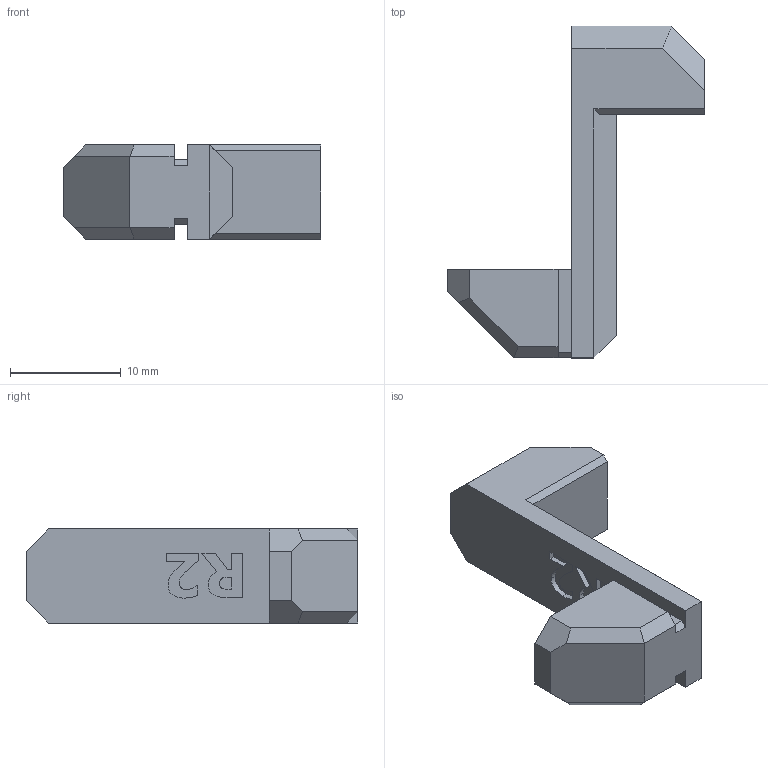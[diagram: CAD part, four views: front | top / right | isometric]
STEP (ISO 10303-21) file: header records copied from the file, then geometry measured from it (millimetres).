
FILE_DESCRIPTION(/* description */ (''),/* implementation_level */ '2;1');
FILE_NAME(/* name */ 'electronics-case-ejector.stp',/* time_stamp */ '2023-12-19T11:14:16+01:00',/* author */ ('Dominik Tebich'),/* organization */ (''),/* preprocessor_version */ 'ST-DEVELOPER v19.2',/* originating_system */ 'Autodesk Inventor 2023',/* authorisation */ '');
FILE_SCHEMA (('AUTOMOTIVE_DESIGN { 1 0 10303 214 3 1 1 }'));
Length unit declared in the file: millimetre
Products named in the file (1): electronics-case-ejector_R2
Bounding box: 23.25 x 30 x 8.5 mm (x, y, z)
Volume: 1926 mm3; surface area: 1285.8 mm2
Topology: 1 solids, 1 shells, 71 faces, 192 edges, 126 vertices
Faces by surface type: plane 55, bspline 16
Entity records: 2317 total; most frequent: CARTESIAN_POINT 598, ORIENTED_EDGE 384, DIRECTION 272, EDGE_CURVE 192, LINE 160, VECTOR 160, VERTEX_POINT 126, EDGE_LOOP 74
